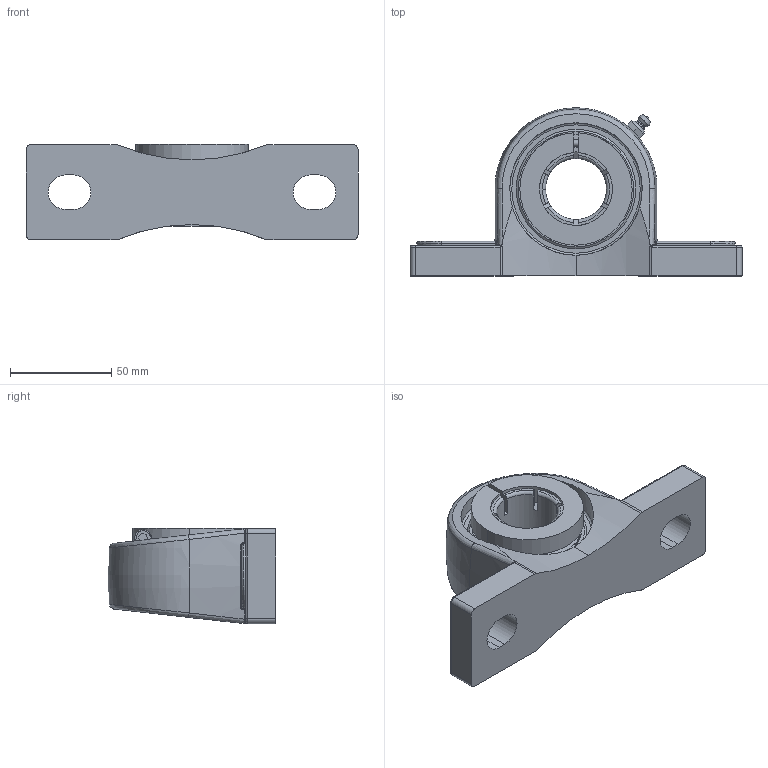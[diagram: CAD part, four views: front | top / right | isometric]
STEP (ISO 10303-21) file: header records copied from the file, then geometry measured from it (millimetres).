
FILE_DESCRIPTION(('HOOPS Exchange Step'),'2;1');
FILE_NAME('export-2FDE2275-B45C-4CD4-BE18-690657E6D5E9.stp','2019-12-13T14:37:14-08:00',('ibuslach'),('Alibre'),'HOOPS Exchange 2019.2','Alibre','Unknown authorisation');
FILE_SCHEMA( ('AP242_MANAGED_MODEL_BASED_3D_ENGINEERING_MIM_LF {1 0 10303 442 1 1 4 }') );
Length unit declared in the file: centimetre
Products named in the file (8): MRN SP 206 (NO LETTER CAST); UCP ZERK 5mm; SUE 206 LOCK RING; SUE 204 BOLT; SUE 206 SHIELD; SUE 206-19 RACES; MRN SUE 206-19; MRN SUEP 206-19
Assembly tree (8 placements, depth 3):
  MRN SUEP 206-19
    MRN SP 206 (NO LETTER CAST)
    UCP ZERK 5mm
    MRN SUE 206-19
      SUE 206 LOCK RING
      SUE 204 BOLT
      SUE 206 SHIELD  x2
      SUE 206-19 RACES
Bounding box: 164 x 82.95 x 47.2 mm (x, y, z)
Volume: 203719.4 mm3; surface area: 65274.7 mm2
Topology: 8 solids, 8 shells, 271 faces, 734 edges, 474 vertices
Faces by surface type: cylinder 86, plane 86, torus 40, cone 28, bspline 22, sphere 9
Full cylindrical faces by diameter (mm): 1.478 x2, 3.242 x2, 4 x1, 5 x2, 7 x1, 8.25 x1, 30.162 x1, 42 x4, 42.508 x2, 52 x2, 54 x2, 65.428 x2
Entity records: 18842 total; most frequent: CARTESIAN_POINT 12039, ORIENTED_EDGE 1412, DIRECTION 1398, EDGE_CURVE 706, AXIS2_PLACEMENT_3D 574, VERTEX_POINT 460, CIRCLE 292, EDGE_LOOP 290
